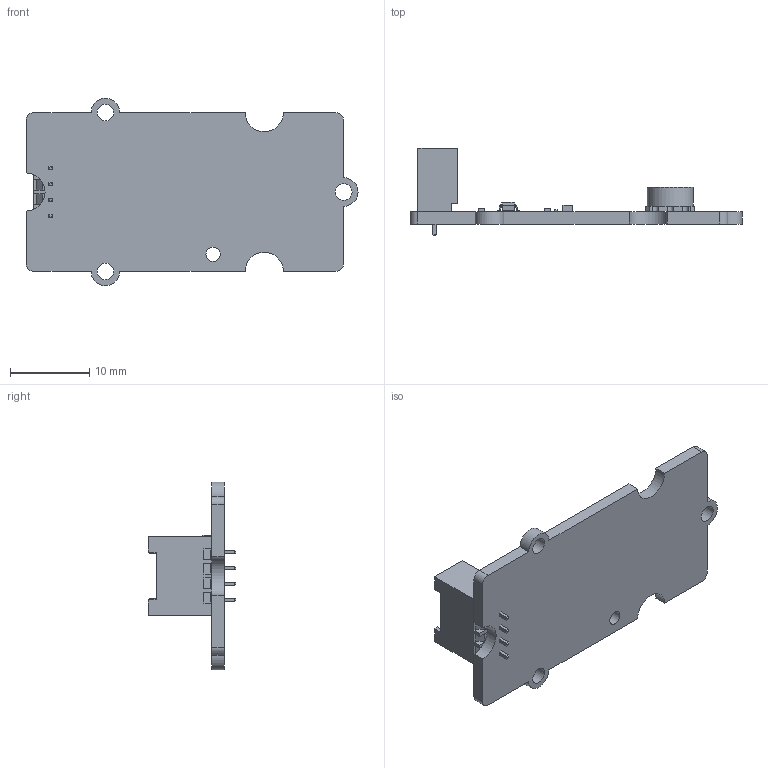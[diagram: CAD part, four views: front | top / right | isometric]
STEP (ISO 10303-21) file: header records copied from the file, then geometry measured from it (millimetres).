
FILE_DESCRIPTION(/* description */ (''),/* implementation_level */ '2;1');
FILE_NAME(/* name */ 'Grove Altimeter.step',/* time_stamp */ '2021-10-16T04:46:28-07:00',/* author */ (''),/* organization */ (''),/* preprocessor_version */ 'ST-DEVELOPER v18.1',/* originating_system */ 'Autodesk Translation Framework v10.10.0.1391',/* authorisation */ '');
FILE_SCHEMA (('AUTOMOTIVE_DESIGN { 1 0 10303 214 3 1 1 }'));
Length unit declared in the file: millimetre
Products named in the file (11): Grove Speaker; PCB (Medium+hole); Grove Connector (standing); hp206c Chip; SOT23-3; 212(0805)-0850T v1; 063(0201)-0200T v1; 105(0402)-0300T v1; 300K v1; Component10; Component11
Assembly tree (16 placements, depth 3):
  Grove Speaker
    PCB (Medium+hole)
    Grove Connector (standing)
    hp206c Chip
    SOT23-3  x3
    300K v1  x4
      Component10
      Component11
    105(0402)-0300T v1  x2
    212(0805)-0850T v1
    063(0201)-0200T v1
Bounding box: 41.8 x 11 x 23.6 mm (x, y, z)
Volume: 1449 mm3; surface area: 2608.4 mm2
Topology: 27 solids, 27 shells, 1068 faces, 2639 edges, 1630 vertices
Faces by surface type: plane 664, cylinder 248, bspline 91, torus 33, sphere 32
Full cylindrical faces by diameter (mm): 0.2 x2, 1.8 x1, 2.1 x3, 5 x1, 5.8 x1
Entity records: 18320 total; most frequent: CARTESIAN_POINT 4141, DIRECTION 2782, ORIENTED_EDGE 2746, EDGE_CURVE 1373, LINE 1020, VECTOR 1020, AXIS2_PLACEMENT_3D 881, VERTEX_POINT 836
